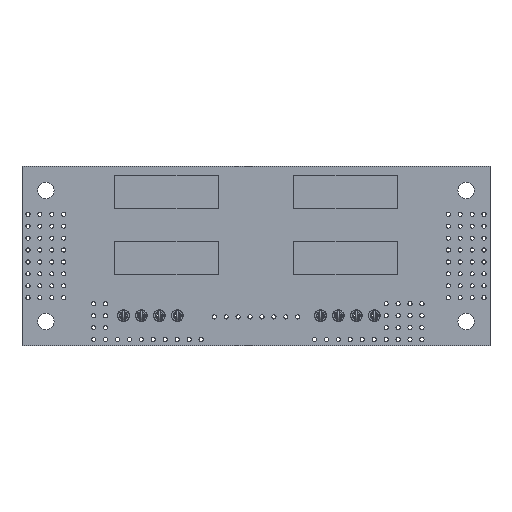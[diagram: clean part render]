
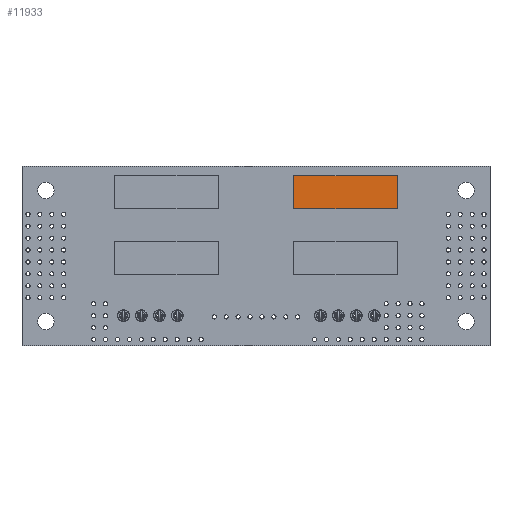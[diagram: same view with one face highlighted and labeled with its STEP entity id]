
A CAD part, top view. The second image highlights one B-rep face of the part: STEP entity #11933.
In plain terms, the highlighted face is planar.
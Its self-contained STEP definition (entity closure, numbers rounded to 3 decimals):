
#11671 = VERTEX_POINT('',#11672);
#11672 = CARTESIAN_POINT('',(0.,2.,0.));
#11681 = PLANE('',#11682);
#11682 = AXIS2_PLACEMENT_3D('',#11683,#11684,#11685);
#11683 = CARTESIAN_POINT('',(0.,0.,7.));
#11684 = DIRECTION('',(1.,0.,0.));
#11685 = DIRECTION('',(0.,0.,-1.));
#11693 = PLANE('',#11694);
#11694 = AXIS2_PLACEMENT_3D('',#11695,#11696,#11697);
#11695 = CARTESIAN_POINT('',(0.,0.,0.));
#11696 = DIRECTION('',(0.,0.,-1.));
#11697 = DIRECTION('',(-1.,0.,0.));
#11734 = VERTEX_POINT('',#11735);
#11735 = CARTESIAN_POINT('',(0.,2.,7.));
#11749 = PLANE('',#11750);
#11750 = AXIS2_PLACEMENT_3D('',#11751,#11752,#11753);
#11751 = CARTESIAN_POINT('',(0.,0.,7.));
#11752 = DIRECTION('',(0.,0.,-1.));
#11753 = DIRECTION('',(-1.,0.,0.));
#11761 = EDGE_CURVE('',#11734,#11671,#11762,.T.);
#11762 = SURFACE_CURVE('',#11763,(#11767,#11774),.PCURVE_S1.);
#11763 = LINE('',#11764,#11765);
#11764 = CARTESIAN_POINT('',(0.,2.,7.));
#11765 = VECTOR('',#11766,1.);
#11766 = DIRECTION('',(0.,0.,-1.));
#11767 = PCURVE('',#11681,#11768);
#11768 = DEFINITIONAL_REPRESENTATION('',(#11769),#11773);
#11769 = LINE('',#11770,#11771);
#11770 = CARTESIAN_POINT('',(0.,2.));
#11771 = VECTOR('',#11772,1.);
#11772 = DIRECTION('',(1.,0.));
#11773 = ( GEOMETRIC_REPRESENTATION_CONTEXT(2) 
PARAMETRIC_REPRESENTATION_CONTEXT() REPRESENTATION_CONTEXT('2D SPACE',''
  ) );
#11774 = PCURVE('',#11775,#11780);
#11775 = PLANE('',#11776);
#11776 = AXIS2_PLACEMENT_3D('',#11777,#11778,#11779);
#11777 = CARTESIAN_POINT('',(0.,2.,7.));
#11778 = DIRECTION('',(0.,-1.,0.));
#11779 = DIRECTION('',(0.,0.,-1.));
#11780 = DEFINITIONAL_REPRESENTATION('',(#11781),#11785);
#11781 = LINE('',#11782,#11783);
#11782 = CARTESIAN_POINT('',(0.,0.));
#11783 = VECTOR('',#11784,1.);
#11784 = DIRECTION('',(1.,0.));
#11785 = ( GEOMETRIC_REPRESENTATION_CONTEXT(2) 
PARAMETRIC_REPRESENTATION_CONTEXT() REPRESENTATION_CONTEXT('2D SPACE',''
  ) );
#11829 = PLANE('',#11830);
#11830 = AXIS2_PLACEMENT_3D('',#11831,#11832,#11833);
#11831 = CARTESIAN_POINT('',(22.,0.,7.));
#11832 = DIRECTION('',(-1.,0.,0.));
#11833 = DIRECTION('',(0.,0.,1.));
#11867 = VERTEX_POINT('',#11868);
#11868 = CARTESIAN_POINT('',(22.,2.,0.));
#11889 = EDGE_CURVE('',#11890,#11867,#11892,.T.);
#11890 = VERTEX_POINT('',#11891);
#11891 = CARTESIAN_POINT('',(22.,2.,7.));
#11892 = SURFACE_CURVE('',#11893,(#11897,#11904),.PCURVE_S1.);
#11893 = LINE('',#11894,#11895);
#11894 = CARTESIAN_POINT('',(22.,2.,7.));
#11895 = VECTOR('',#11896,1.);
#11896 = DIRECTION('',(0.,0.,-1.));
#11897 = PCURVE('',#11829,#11898);
#11898 = DEFINITIONAL_REPRESENTATION('',(#11899),#11903);
#11899 = LINE('',#11900,#11901);
#11900 = CARTESIAN_POINT('',(0.,2.));
#11901 = VECTOR('',#11902,1.);
#11902 = DIRECTION('',(-1.,0.));
#11903 = ( GEOMETRIC_REPRESENTATION_CONTEXT(2) 
PARAMETRIC_REPRESENTATION_CONTEXT() REPRESENTATION_CONTEXT('2D SPACE',''
  ) );
#11904 = PCURVE('',#11775,#11905);
#11905 = DEFINITIONAL_REPRESENTATION('',(#11906),#11910);
#11906 = LINE('',#11907,#11908);
#11907 = CARTESIAN_POINT('',(0.,22.));
#11908 = VECTOR('',#11909,1.);
#11909 = DIRECTION('',(1.,0.));
#11910 = ( GEOMETRIC_REPRESENTATION_CONTEXT(2) 
PARAMETRIC_REPRESENTATION_CONTEXT() REPRESENTATION_CONTEXT('2D SPACE',''
  ) );
#11933 = ADVANCED_FACE('',(#11934),#11775,.F.);
#11934 = FACE_BOUND('',#11935,.T.);
#11935 = EDGE_LOOP('',(#11936,#11957,#11958,#11979));
#11936 = ORIENTED_EDGE('',*,*,#11937,.T.);
#11937 = EDGE_CURVE('',#11867,#11671,#11938,.T.);
#11938 = SURFACE_CURVE('',#11939,(#11943,#11950),.PCURVE_S1.);
#11939 = LINE('',#11940,#11941);
#11940 = CARTESIAN_POINT('',(0.,2.,0.));
#11941 = VECTOR('',#11942,1.);
#11942 = DIRECTION('',(-1.,0.,0.));
#11943 = PCURVE('',#11775,#11944);
#11944 = DEFINITIONAL_REPRESENTATION('',(#11945),#11949);
#11945 = LINE('',#11946,#11947);
#11946 = CARTESIAN_POINT('',(7.,0.));
#11947 = VECTOR('',#11948,1.);
#11948 = DIRECTION('',(0.,-1.));
#11949 = ( GEOMETRIC_REPRESENTATION_CONTEXT(2) 
PARAMETRIC_REPRESENTATION_CONTEXT() REPRESENTATION_CONTEXT('2D SPACE',''
  ) );
#11950 = PCURVE('',#11693,#11951);
#11951 = DEFINITIONAL_REPRESENTATION('',(#11952),#11956);
#11952 = LINE('',#11953,#11954);
#11953 = CARTESIAN_POINT('',(0.,2.));
#11954 = VECTOR('',#11955,1.);
#11955 = DIRECTION('',(1.,0.));
#11956 = ( GEOMETRIC_REPRESENTATION_CONTEXT(2) 
PARAMETRIC_REPRESENTATION_CONTEXT() REPRESENTATION_CONTEXT('2D SPACE',''
  ) );
#11957 = ORIENTED_EDGE('',*,*,#11761,.F.);
#11958 = ORIENTED_EDGE('',*,*,#11959,.F.);
#11959 = EDGE_CURVE('',#11890,#11734,#11960,.T.);
#11960 = SURFACE_CURVE('',#11961,(#11965,#11972),.PCURVE_S1.);
#11961 = LINE('',#11962,#11963);
#11962 = CARTESIAN_POINT('',(0.,2.,7.));
#11963 = VECTOR('',#11964,1.);
#11964 = DIRECTION('',(-1.,0.,0.));
#11965 = PCURVE('',#11775,#11966);
#11966 = DEFINITIONAL_REPRESENTATION('',(#11967),#11971);
#11967 = LINE('',#11968,#11969);
#11968 = CARTESIAN_POINT('',(0.,0.));
#11969 = VECTOR('',#11970,1.);
#11970 = DIRECTION('',(0.,-1.));
#11971 = ( GEOMETRIC_REPRESENTATION_CONTEXT(2) 
PARAMETRIC_REPRESENTATION_CONTEXT() REPRESENTATION_CONTEXT('2D SPACE',''
  ) );
#11972 = PCURVE('',#11749,#11973);
#11973 = DEFINITIONAL_REPRESENTATION('',(#11974),#11978);
#11974 = LINE('',#11975,#11976);
#11975 = CARTESIAN_POINT('',(0.,2.));
#11976 = VECTOR('',#11977,1.);
#11977 = DIRECTION('',(1.,0.));
#11978 = ( GEOMETRIC_REPRESENTATION_CONTEXT(2) 
PARAMETRIC_REPRESENTATION_CONTEXT() REPRESENTATION_CONTEXT('2D SPACE',''
  ) );
#11979 = ORIENTED_EDGE('',*,*,#11889,.T.);
